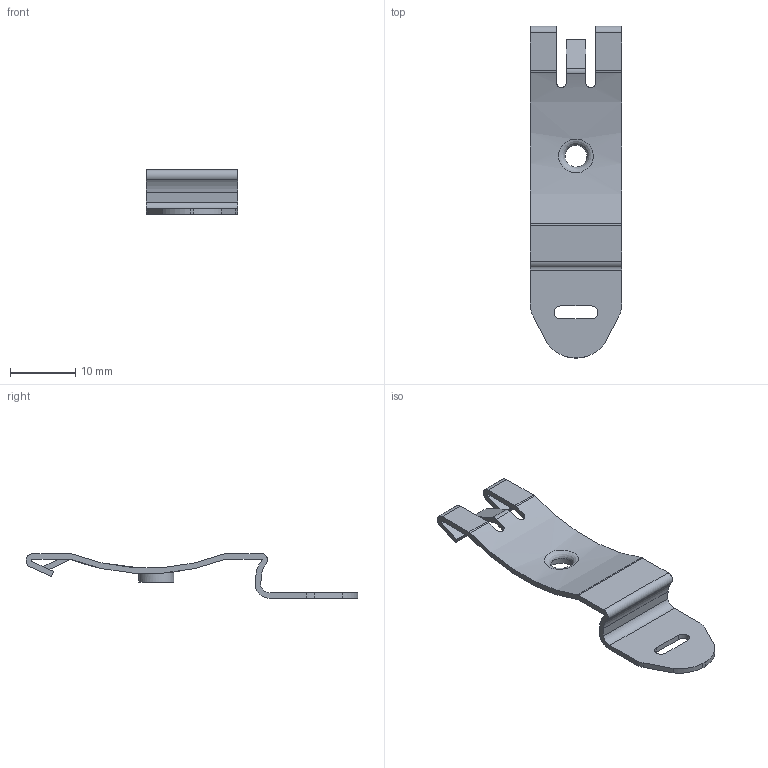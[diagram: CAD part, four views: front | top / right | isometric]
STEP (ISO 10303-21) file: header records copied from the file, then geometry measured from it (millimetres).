
FILE_DESCRIPTION (( 'STEP AP214' ), '1' );
FILE_NAME ('DN-CLIP-FM4.STEP', '2012-03-09T18:07:33', ( ' ' ), ( ' ' ), 'SwSTEP 2.0', 'SolidWorks 2011', '' );
FILE_SCHEMA (( 'AUTOMOTIVE_DESIGN' ));
Length unit declared in the file: millimetre
Products named in the file (1): DN-CLIP-FM4
Bounding box: 14 x 51 x 6.85 mm (x, y, z)
Volume: 652.5 mm3; surface area: 1735.9 mm2
Topology: 1 solids, 1 shells, 61 faces, 172 edges, 115 vertices
Faces by surface type: plane 33, cylinder 27, bspline 1
Full cylindrical faces by diameter (mm): 4.35 x1, 5.419 x1
Entity records: 2423 total; most frequent: CARTESIAN_POINT 787, DIRECTION 336, ORIENTED_EDGE 334, EDGE_CURVE 167, AXIS2_PLACEMENT_3D 116, VERTEX_POINT 113, VECTOR 104, LINE 104
